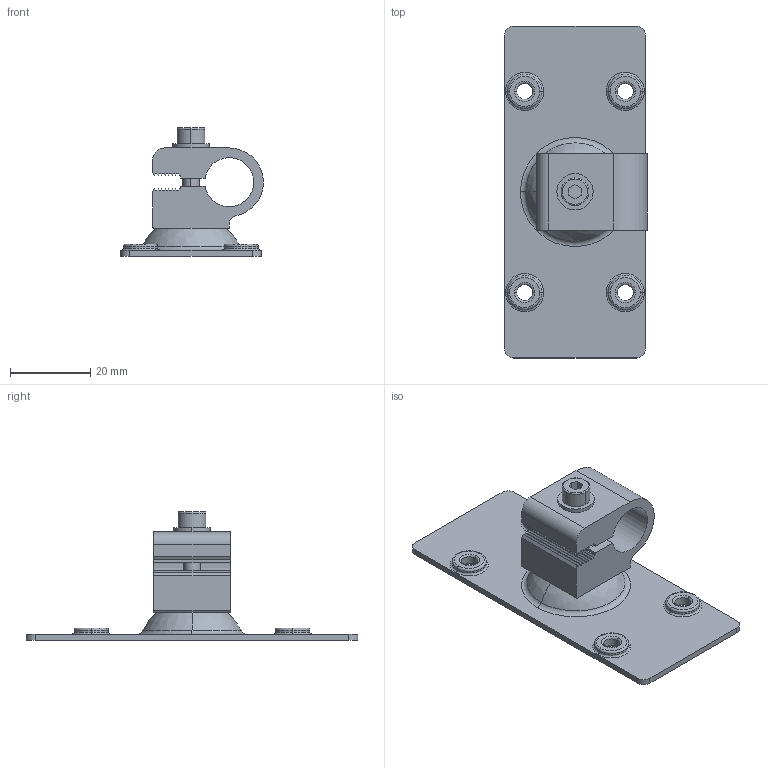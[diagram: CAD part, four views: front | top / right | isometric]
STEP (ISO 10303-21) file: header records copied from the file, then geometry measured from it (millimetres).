
FILE_DESCRIPTION((''),'2;1');
FILE_NAME('DBCAD2663','2018-02-08T',('cmozuch'),(''),'PRO/ENGINEER BY PARAMETRIC TECHNOLOGY CORPORATION, 2015440','PRO/ENGINEER BY PARAMETRIC TECHNOLOGY CORPORATION, 2015440','');
FILE_SCHEMA(('CONFIG_CONTROL_DESIGN'));
Length unit declared in the file: millimetre
Products named in the file (1): DBCAD2663
Bounding box: 35.5 x 82.5 x 31.88 mm (x, y, z)
Volume: 11624.1 mm3; surface area: 11221.7 mm2
Topology: 1 solids, 1 shells, 174 faces, 485 edges, 324 vertices
Faces by surface type: plane 67, cylinder 55, torus 38, sphere 10, cone 4
Entity records: 7317 total; most frequent: DIRECTION 1100, CARTESIAN_POINT 980, ORIENTED_EDGE 964, EDGE_CURVE 482, AXIS2_PLACEMENT_3D 444, VERTEX_POINT 324, CIRCLE 270, FILL_AREA_STYLE_COLOUR 232
